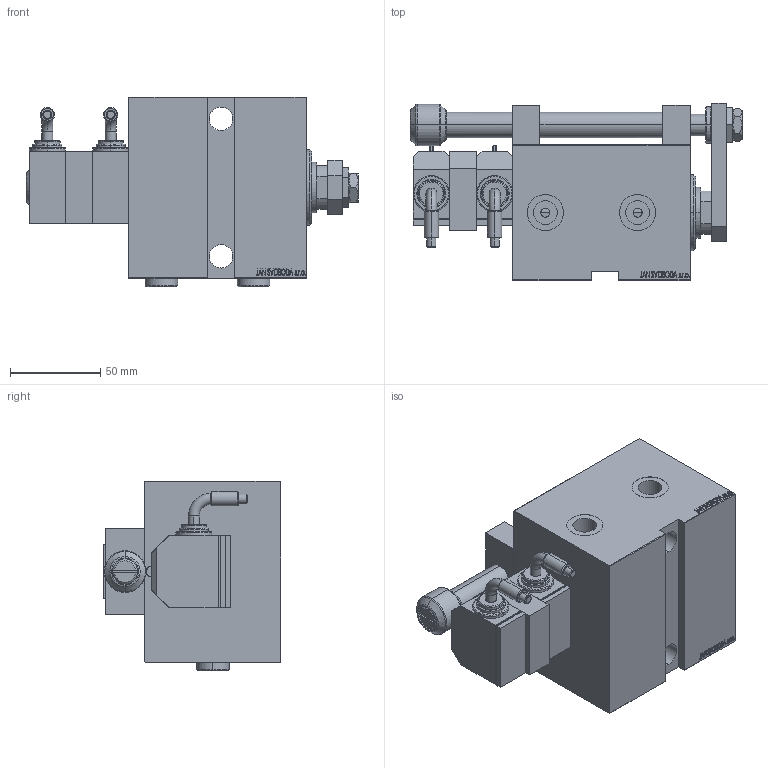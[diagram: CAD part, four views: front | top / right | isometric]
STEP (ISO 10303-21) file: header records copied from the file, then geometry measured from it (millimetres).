
FILE_DESCRIPTION (( 'STEP AP203' ), '1' );
FILE_NAME ('283d.STEP', '2024-05-20T11:44:57', ( '' ), ( '' ), 'SwSTEP 2.0', 'SolidWorks 2019', '' );
FILE_SCHEMA (( 'CONFIG_CONTROL_DESIGN' ));
Length unit declared in the file: millimetre
Products named in the file (14): 283d; V450CM_VC_B a9c370cc4545dad728f8585219942af4; ZARAZKA_P a9c370cc4545dad728f8585219942af4; NUT_D16 a9c370cc4545dad728f8585219942af4; TYC_P a9c370cc4545dad728f8585219942af4; MIDDLE a9c370cc4545dad728f8585219942af4; SWITCH_P_FRONT_BACK a9c370cc4545dad728f8585219942af4; V450CM_E_VCP a9c370cc4545dad728f8585219942af4; KROUZEK_PRO_TYC a9c370cc4545dad728f8585219942af4; NUT_D19_P a9c370cc4545dad728f8585219942af4; V450CM_E_Body a9c370cc4545dad728f8585219942af4; SWITCH DIM W_B a9c370cc4545dad728f8585219942af4; SWITCH P a9c370cc4545dad728f8585219942af4; Zatka_OIL_PORT a9c370cc4545dad728f8585219942af4
Assembly tree (16 placements, depth 2):
  283d
    V450CM_E_Body a9c370cc4545dad728f8585219942af4
    V450CM_E_VCP a9c370cc4545dad728f8585219942af4
    V450CM_VC_B a9c370cc4545dad728f8585219942af4
    ZARAZKA_P a9c370cc4545dad728f8585219942af4
    KROUZEK_PRO_TYC a9c370cc4545dad728f8585219942af4
    MIDDLE a9c370cc4545dad728f8585219942af4
    NUT_D16 a9c370cc4545dad728f8585219942af4
    NUT_D19_P a9c370cc4545dad728f8585219942af4
    SWITCH DIM W_B a9c370cc4545dad728f8585219942af4
    SWITCH P a9c370cc4545dad728f8585219942af4  x2
    SWITCH_P_FRONT_BACK a9c370cc4545dad728f8585219942af4  x2
    TYC_P a9c370cc4545dad728f8585219942af4
    Zatka_OIL_PORT a9c370cc4545dad728f8585219942af4  x2
Bounding box: 183.5 x 98 x 104.9 mm (x, y, z)
Volume: 826720.5 mm3; surface area: 149008.9 mm2
Topology: 16 solids, 16 shells, 1155 faces, 2862 edges, 1870 vertices
Faces by surface type: plane 560, bspline 384, cylinder 126, cone 53, torus 32
Entity records: 51258 total; most frequent: CARTESIAN_POINT 26795, ORIENTED_EDGE 5284, DIRECTION 3519, EDGE_CURVE 2642, VERTEX_POINT 1733, VECTOR 1539, LINE 1539, EDGE_LOOP 1209
